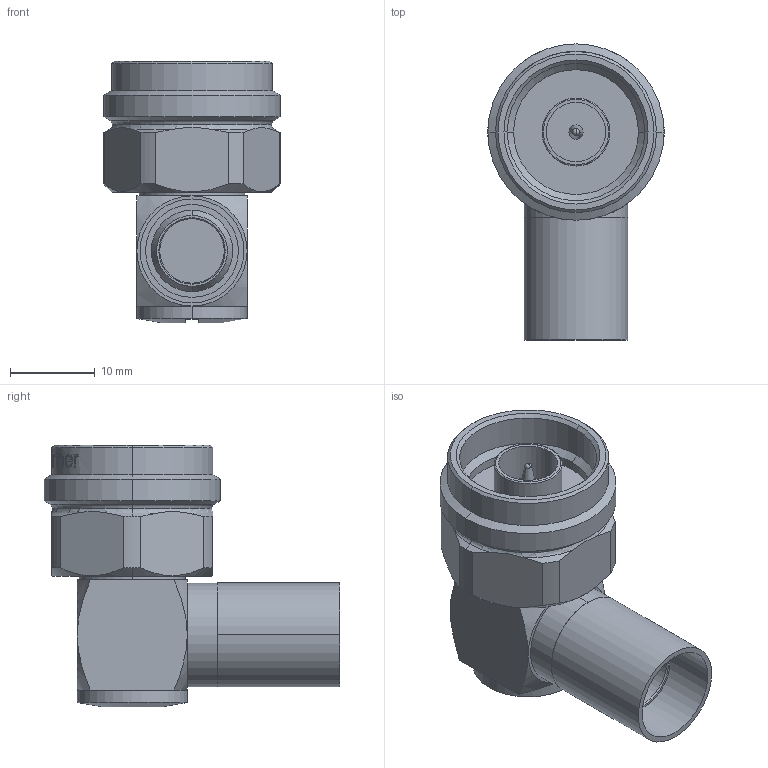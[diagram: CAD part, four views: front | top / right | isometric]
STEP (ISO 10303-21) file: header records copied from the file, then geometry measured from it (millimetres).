
FILE_DESCRIPTION (( 'STEP AP214' ), '1' );
FILE_NAME ('J01020B0081.STEP', '2016-10-19T07:43:57', ( '' ), ( '' ), 'SwSTEP 2.0', 'SolidWorks 2015', '' );
FILE_SCHEMA (( 'AUTOMOTIVE_DESIGN' ));
Length unit declared in the file: millimetre
Products named in the file (1): J01020B0081
Bounding box: 20.8 x 34.9 x 30.9 mm (x, y, z)
Volume: 7280.5 mm3; surface area: 4335.9 mm2
Topology: 1 solids, 1 shells, 267 faces, 663 edges, 427 vertices
Faces by surface type: plane 87, bspline 83, cylinder 54, cone 35, torus 6, sphere 2
Entity records: 18850 total; most frequent: CARTESIAN_POINT 10275, ORIENTED_EDGE 1326, DIRECTION 902, EDGE_CURVE 663, VERTEX_POINT 427, AXIS2_PLACEMENT_3D 365, B_SPLINE_CURVE_WITH_KNOTS 311, EDGE_LOOP 296
